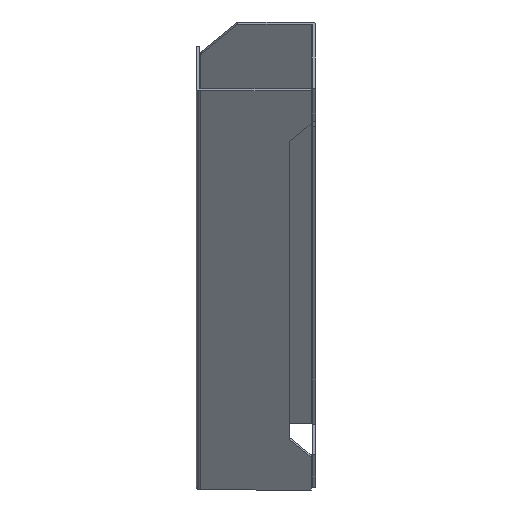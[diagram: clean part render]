
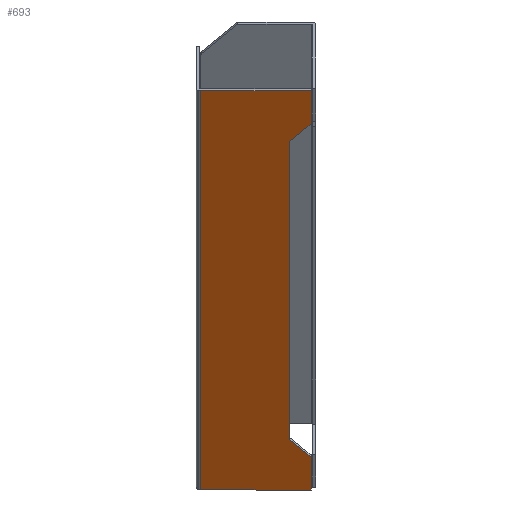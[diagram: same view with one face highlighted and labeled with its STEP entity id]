
A CAD part, isometric view. The second image highlights one B-rep face of the part: STEP entity #693.
In plain terms, the highlighted planar face has unit normal (-0.707, -0.707, 0).
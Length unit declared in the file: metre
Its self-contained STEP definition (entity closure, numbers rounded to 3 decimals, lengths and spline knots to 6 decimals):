
#160=ORIENTED_EDGE('',*,*,#318,.T.);
#161=ORIENTED_EDGE('',*,*,#281,.T.);
#162=ORIENTED_EDGE('',*,*,#267,.F.);
#163=ORIENTED_EDGE('',*,*,#271,.F.);
#164=ORIENTED_EDGE('',*,*,#319,.F.);
#165=ORIENTED_EDGE('',*,*,#320,.T.);
#166=ORIENTED_EDGE('',*,*,#321,.T.);
#167=ORIENTED_EDGE('',*,*,#322,.F.);
#267=EDGE_CURVE('',#362,#363,#425,.T.);
#271=EDGE_CURVE('',#366,#362,#429,.T.);
#281=EDGE_CURVE('',#374,#363,#438,.T.);
#318=EDGE_CURVE('',#394,#374,#466,.T.);
#319=EDGE_CURVE('',#395,#366,#467,.T.);
#320=EDGE_CURVE('',#395,#396,#468,.T.);
#321=EDGE_CURVE('',#396,#397,#469,.T.);
#322=EDGE_CURVE('',#394,#397,#470,.T.);
#362=VERTEX_POINT('',#1059);
#363=VERTEX_POINT('',#1060);
#366=VERTEX_POINT('',#1068);
#374=VERTEX_POINT('',#1088);
#394=VERTEX_POINT('',#1210);
#395=VERTEX_POINT('',#1212);
#396=VERTEX_POINT('',#1214);
#397=VERTEX_POINT('',#1216);
#425=LINE('',#1058,#505);
#429=LINE('',#1067,#509);
#438=LINE('',#1087,#518);
#466=LINE('',#1209,#546);
#467=LINE('',#1211,#547);
#468=LINE('',#1213,#548);
#469=LINE('',#1215,#549);
#470=LINE('',#1217,#550);
#505=VECTOR('',#812,1.);
#509=VECTOR('',#818,1.);
#518=VECTOR('',#833,1.);
#546=VECTOR('',#901,1.);
#547=VECTOR('',#902,1.);
#548=VECTOR('',#903,1.);
#549=VECTOR('',#904,1.);
#550=VECTOR('',#905,1.);
#591=EDGE_LOOP('',(#160,#161,#162,#163,#164,#165,#166,#167));
#629=FACE_BOUND('',#591,.T.);
#660=PLANE('',#754);
#693=ADVANCED_FACE('',(#629),#660,.F.);
#754=AXIS2_PLACEMENT_3D('',#1208,#899,#900);
#812=DIRECTION('',(0.,0.,-1.));
#818=DIRECTION('',(0.5,-0.5,-0.707));
#833=DIRECTION('',(0.707,-0.707,0.));
#899=DIRECTION('',(0.707,0.707,0.));
#900=DIRECTION('',(-0.707,0.707,0.));
#901=DIRECTION('',(0.,0.,-1.));
#902=DIRECTION('',(0.,0.,-1.));
#903=DIRECTION('',(0.5,-0.5,0.707));
#904=DIRECTION('',(0.,0.,1.));
#905=DIRECTION('',(0.707,-0.707,0.));
#1058=CARTESIAN_POINT('',(-0.002694,-0.066454,0.200025));
#1059=CARTESIAN_POINT('',(-0.002694,-0.066454,-0.167005));
#1060=CARTESIAN_POINT('',(-0.002694,-0.066454,-0.200025));
#1067=CARTESIAN_POINT('',(-0.002694,-0.066454,-0.167005));
#1068=CARTESIAN_POINT('',(-0.015266,-0.053882,-0.149225));
#1087=CARTESIAN_POINT('',(-0.069148,0.,-0.200025));
#1088=CARTESIAN_POINT('',(-0.066452,-0.002696,-0.200025));
#1208=CARTESIAN_POINT('',(-0.069148,0.,0.200025));
#1209=CARTESIAN_POINT('',(-0.066452,-0.002696,0.200025));
#1210=CARTESIAN_POINT('',(-0.066452,-0.002696,0.200025));
#1211=CARTESIAN_POINT('',(-0.015266,-0.053882,0.200025));
#1212=CARTESIAN_POINT('',(-0.015266,-0.053882,0.149225));
#1213=CARTESIAN_POINT('',(-0.002694,-0.066454,0.167005));
#1214=CARTESIAN_POINT('',(-0.002694,-0.066454,0.167005));
#1215=CARTESIAN_POINT('',(-0.002694,-0.066454,0.200025));
#1216=CARTESIAN_POINT('',(-0.002694,-0.066454,0.200025));
#1217=CARTESIAN_POINT('',(-0.069148,0.,0.200025));
